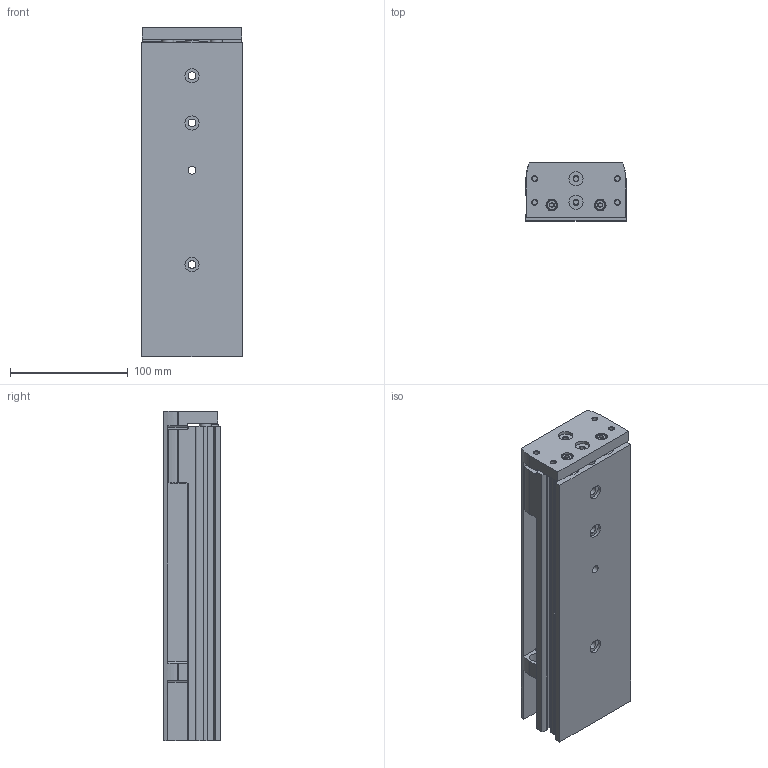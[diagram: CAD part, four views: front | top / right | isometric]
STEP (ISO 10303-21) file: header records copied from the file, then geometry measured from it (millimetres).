
FILE_DESCRIPTION(/* description */ ('STEP AP214'),/* implementation_level */ '2;1');
FILE_NAME(/* name */ '8078870_DGST-20-150-E1A',/* time_stamp */ '2024-08-16T05:33:00+02:00',/* author */ ('License CC BY-ND 4.0'),/* organization */ ('CADENAS'),/* preprocessor_version */ 'ST-DEVELOPER v19.3',/* originating_system */ 'PARTsolutions',/* authorisation */ ' ');
FILE_SCHEMA (('AUTOMOTIVE_DESIGN {1 0 10303 214 3 1 1}'));
Length unit declared in the file: millimetre
Products named in the file (3): 8078870 DGST-20-150-E1A---(0-high); 8073896 DGST-20-150---E1---(mechanical-high)h; 8073896 DGST-20-150---(mechanical-high)s
Assembly tree (2 placements, depth 2):
  8078870 DGST-20-150-E1A---(0-high)
    8073896 DGST-20-150---E1---(mechanical-high)h
    8073896 DGST-20-150---(mechanical-high)s
Bounding box: 85 x 49 x 279 mm (x, y, z)
Volume: 871801 mm3; surface area: 200058 mm2
Topology: 2 solids, 2 shells, 778 faces, 1912 edges, 1259 vertices
Faces by surface type: cylinder 434, plane 291, cone 29, torus 24
Full cylindrical faces by diameter (mm): 4.134 x14, 5.5 x16, 5.6 x4, 5.98 x1, 6.5 x16, 6.647 x4, 8 x4, 8.5 x2, 8.566 x2, 9 x1, 10 x7, 10.1 x2, 10.917 x2, 11 x13, 11.5 x1, 12 x7, 13 x2, 20 x6
Entity records: 24566 total; most frequent: DIRECTION 4238, CARTESIAN_POINT 3777, ORIENTED_EDGE 3492, EDGE_CURVE 1746, AXIS2_PLACEMENT_3D 1711, VERTEX_POINT 1250, EDGE_LOOP 1078, FACE_BOUND 1078
